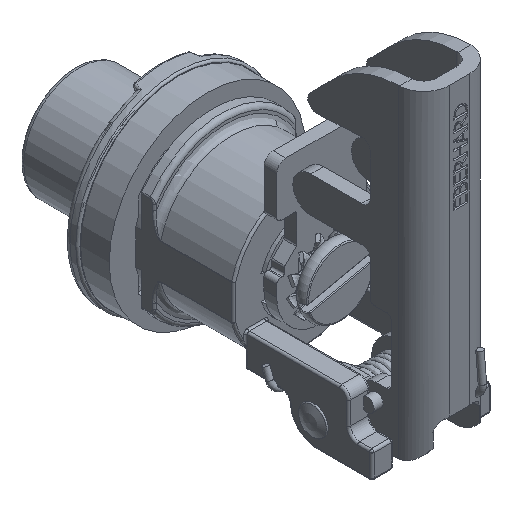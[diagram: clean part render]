
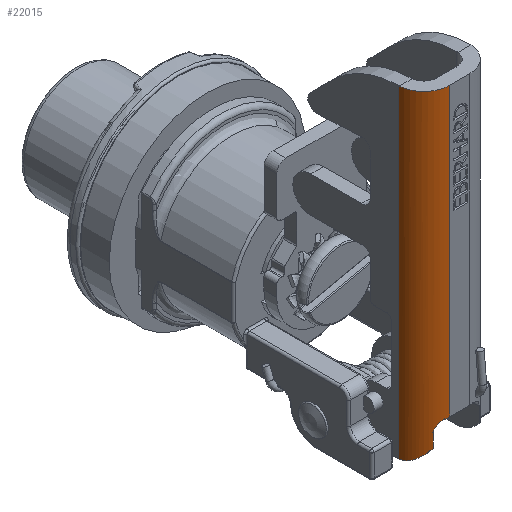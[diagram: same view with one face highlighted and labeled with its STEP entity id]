
A CAD part, isometric view. The second image highlights one B-rep face of the part: STEP entity #22015.
In plain terms, the highlighted cylindrical face has radius 4.564 mm (diameter 9.129 mm), a partial arc.
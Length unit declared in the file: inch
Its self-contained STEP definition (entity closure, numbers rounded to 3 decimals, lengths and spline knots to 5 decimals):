
#624=B_SPLINE_CURVE_WITH_KNOTS('',3,(#37223,#37224,#37225,#37226,#37227,
#37228,#37229,#37230),.UNSPECIFIED.,.F.,.F.,(4,2,2,4),(2.36628,
2.53798,2.70967,2.89502),.UNSPECIFIED.);
#625=B_SPLINE_CURVE_WITH_KNOTS('',3,(#37234,#37235,#37236,#37237,#37238,
#37239,#37240,#37241,#37242,#37243),.UNSPECIFIED.,.F.,.F.,(4,2,2,2,4),(0.,
0.06111,0.12222,0.18522,0.24821),
 .UNSPECIFIED.);
#840=CYLINDRICAL_SURFACE('',#23497,0.1797);
#2547=LINE('',#37039,#4607);
#2602=LINE('',#37221,#4662);
#2603=LINE('',#37232,#4663);
#4607=VECTOR('',#27756,0.3937);
#4662=VECTOR('',#27953,0.3937);
#4663=VECTOR('',#27954,0.3937);
#6797=FACE_OUTER_BOUND('',#8159,.T.);
#8159=EDGE_LOOP('',(#19141,#19142,#19143,#19144,#19145,#19146,#19147,#19148));
#8932=CIRCLE('',#23498,0.17333);
#8933=CIRCLE('',#23499,0.1797);
#8934=CIRCLE('',#23500,0.1797);
#10786=VERTEX_POINT('',#37037);
#10787=VERTEX_POINT('',#37038);
#10841=VERTEX_POINT('',#37217);
#10842=VERTEX_POINT('',#37218);
#10843=VERTEX_POINT('',#37220);
#10844=VERTEX_POINT('',#37222);
#10845=VERTEX_POINT('',#37231);
#10846=VERTEX_POINT('',#37233);
#13626=EDGE_CURVE('',#10786,#10787,#2547,.T.);
#13712=EDGE_CURVE('',#10841,#10842,#8932,.T.);
#13713=EDGE_CURVE('',#10842,#10843,#2602,.T.);
#13714=EDGE_CURVE('',#10843,#10844,#624,.T.);
#13715=EDGE_CURVE('',#10844,#10845,#2603,.T.);
#13716=EDGE_CURVE('',#10845,#10846,#625,.T.);
#13717=EDGE_CURVE('',#10846,#10786,#8933,.T.);
#13718=EDGE_CURVE('',#10787,#10841,#8934,.T.);
#19141=ORIENTED_EDGE('',*,*,#13712,.T.);
#19142=ORIENTED_EDGE('',*,*,#13713,.T.);
#19143=ORIENTED_EDGE('',*,*,#13714,.T.);
#19144=ORIENTED_EDGE('',*,*,#13715,.T.);
#19145=ORIENTED_EDGE('',*,*,#13716,.T.);
#19146=ORIENTED_EDGE('',*,*,#13717,.T.);
#19147=ORIENTED_EDGE('',*,*,#13626,.T.);
#19148=ORIENTED_EDGE('',*,*,#13718,.T.);
#22015=ADVANCED_FACE('',(#6797),#840,.T.);
#23497=AXIS2_PLACEMENT_3D('',#37216,#27949,#27950);
#23498=AXIS2_PLACEMENT_3D('',#37219,#27951,#27952);
#23499=AXIS2_PLACEMENT_3D('',#37244,#27955,#27956);
#23500=AXIS2_PLACEMENT_3D('',#37245,#27957,#27958);
#27756=DIRECTION('',(0.,0.,1.));
#27949=DIRECTION('center_axis',(0.,0.,
1.));
#27950=DIRECTION('ref_axis',(-0.707,-0.707,0.));
#27951=DIRECTION('center_axis',(-0.264,-0.013,-0.964));
#27952=DIRECTION('ref_axis',(-0.965,0.003,0.264));
#27953=DIRECTION('',(0.,0.,-1.));
#27954=DIRECTION('',(0.,0.,1.));
#27955=DIRECTION('center_axis',(0.,0.,
1.));
#27956=DIRECTION('ref_axis',(-0.707,-0.707,0.));
#27957=DIRECTION('center_axis',(0.,0.,
-1.));
#27958=DIRECTION('ref_axis',(-0.707,-0.707,0.));
#37037=CARTESIAN_POINT('',(-0.0703,-2.082,-0.362));
#37038=CARTESIAN_POINT('',(-0.0703,-2.082,1.648));
#37039=CARTESIAN_POINT('',(-0.0703,-2.082,0.1405));
#37216=CARTESIAN_POINT('Origin',(-0.0703,-1.9023,0.1405));
#37217=CARTESIAN_POINT('',(-0.2498,-1.91087,1.648));
#37218=CARTESIAN_POINT('',(-0.25,-1.9023,1.64794));
#37219=CARTESIAN_POINT('Origin',(-0.08282,-1.9029,1.6022));
#37220=CARTESIAN_POINT('',(-0.25,-1.9023,-0.61472));
#37221=CARTESIAN_POINT('',(-0.25,-1.9023,0.1405));
#37222=CARTESIAN_POINT('',(-0.1603,-2.05784,-0.51772));
#37223=CARTESIAN_POINT('Ctrl Pts',(-0.25,-1.9023,-0.61472));
#37224=CARTESIAN_POINT('Ctrl Pts',(-0.25,-1.9248,
-0.6135));
#37225=CARTESIAN_POINT('Ctrl Pts',(-0.24552,-1.94781,
-0.60798));
#37226=CARTESIAN_POINT('Ctrl Pts',(-0.2294,-1.98867,
-0.59008));
#37227=CARTESIAN_POINT('Ctrl Pts',(-0.21782,-2.00657,
-0.57775));
#37228=CARTESIAN_POINT('Ctrl Pts',(-0.19247,-2.03559,
-0.55109));
#37229=CARTESIAN_POINT('Ctrl Pts',(-0.17698,-2.04819,
-0.53498));
#37230=CARTESIAN_POINT('Ctrl Pts',(-0.1603,-2.05784,
-0.51772));
#37231=CARTESIAN_POINT('',(-0.1603,-2.05784,-0.425));
#37232=CARTESIAN_POINT('',(-0.1603,-2.05784,0.1405));
#37233=CARTESIAN_POINT('',(-0.0973,-2.07996,-0.362));
#37234=CARTESIAN_POINT('Ctrl Pts',(-0.1603,-2.05784,
-0.425));
#37235=CARTESIAN_POINT('Ctrl Pts',(-0.1603,-2.05784,
-0.41698));
#37236=CARTESIAN_POINT('Ctrl Pts',(-0.15868,-2.05881,
-0.40854));
#37237=CARTESIAN_POINT('Ctrl Pts',(-0.15231,-2.06223,
-0.3932));
#37238=CARTESIAN_POINT('Ctrl Pts',(-0.14758,-2.06464,
-0.38627));
#37239=CARTESIAN_POINT('Ctrl Pts',(-0.13665,-2.06941,
-0.37517));
#37240=CARTESIAN_POINT('Ctrl Pts',(-0.12963,-2.07212,-0.37027));
#37241=CARTESIAN_POINT('Ctrl Pts',(-0.11404,-2.07678,
-0.36368));
#37242=CARTESIAN_POINT('Ctrl Pts',(-0.10547,-2.07872,
-0.362));
#37243=CARTESIAN_POINT('Ctrl Pts',(-0.0973,-2.07996,
-0.362));
#37244=CARTESIAN_POINT('Origin',(-0.0703,-1.9023,-0.362));
#37245=CARTESIAN_POINT('Origin',(-0.0703,-1.9023,1.648));
